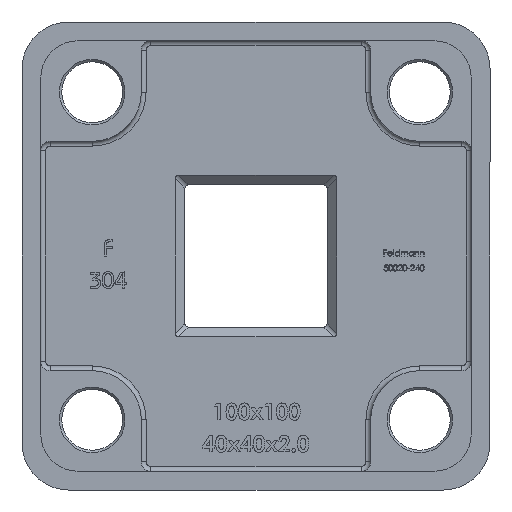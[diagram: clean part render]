
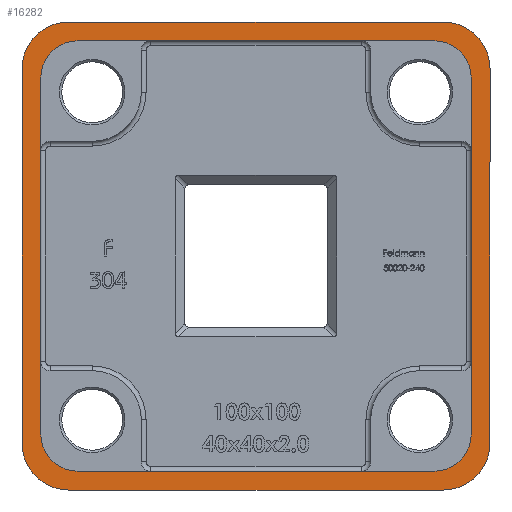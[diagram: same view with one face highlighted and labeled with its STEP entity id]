
A CAD part, front view. The second image highlights one B-rep face of the part: STEP entity #16282.
In plain terms, the highlighted planar face has unit normal (0, -1, 0).
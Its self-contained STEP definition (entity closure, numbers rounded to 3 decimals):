
#572 = VECTOR ( 'NONE', #45515, 1000. ) ;
#738 = VECTOR ( 'NONE', #42986, 1000. ) ;
#1186 = CARTESIAN_POINT ( 'NONE',  ( 40., 0., -50. ) ) ;
#1203 = VERTEX_POINT ( 'NONE', #34905 ) ;
#2047 = DIRECTION ( 'NONE',  ( 0., 0., 1. ) ) ;
#2159 = CARTESIAN_POINT ( 'NONE',  ( 46., 0., 38. ) ) ;
#3212 = DIRECTION ( 'NONE',  ( 0., 0., 1. ) ) ;
#3593 = CARTESIAN_POINT ( 'NONE',  ( -38., 0., 46. ) ) ;
#3740 = DIRECTION ( 'NONE',  ( 0., 0., -1. ) ) ;
#3913 = VECTOR ( 'NONE', #8802, 1000. ) ;
#4449 = AXIS2_PLACEMENT_3D ( 'NONE', #57504, #35832, #18339 ) ;
#4505 = VERTEX_POINT ( 'NONE', #29858 ) ;
#4791 = EDGE_CURVE ( 'NONE', #30912, #55544, #45504, .T. ) ;
#4904 = ORIENTED_EDGE ( 'NONE', *, *, #54650, .F. ) ;
#4935 = CARTESIAN_POINT ( 'NONE',  ( 40., 0., -40. ) ) ;
#5654 = AXIS2_PLACEMENT_3D ( 'NONE', #4935, #27261, #31912 ) ;
#5792 = CARTESIAN_POINT ( 'NONE',  ( 50., 0., -50. ) ) ;
#6575 = EDGE_CURVE ( 'NONE', #56408, #49671, #49519, .T. ) ;
#6997 = ORIENTED_EDGE ( 'NONE', *, *, #11320, .F. ) ;
#7133 = DIRECTION ( 'NONE',  ( 0., -1., 0. ) ) ;
#7397 = DIRECTION ( 'NONE',  ( -1., 0., 0. ) ) ;
#8228 = DIRECTION ( 'NONE',  ( 0., -1., 0. ) ) ;
#8802 = DIRECTION ( 'NONE',  ( 1., 0., 0. ) ) ;
#8927 = PLANE ( 'NONE',  #35003 ) ;
#9058 = LINE ( 'NONE', #16055, #738 ) ;
#9426 = CARTESIAN_POINT ( 'NONE',  ( -40., 0., 50. ) ) ;
#9991 = CARTESIAN_POINT ( 'NONE',  ( 50., 0., 40. ) ) ;
#10258 = CARTESIAN_POINT ( 'NONE',  ( -50., 0., -50. ) ) ;
#10290 = CARTESIAN_POINT ( 'NONE',  ( -50., 0., 50. ) ) ;
#10331 = LINE ( 'NONE', #13755, #572 ) ;
#10603 = AXIS2_PLACEMENT_3D ( 'NONE', #19719, #15818, #2047 ) ;
#10879 = LINE ( 'NONE', #26248, #3913 ) ;
#11320 = EDGE_CURVE ( 'NONE', #46475, #55544, #33405, .T. ) ;
#11992 = EDGE_CURVE ( 'NONE', #14998, #24727, #18064, .T. ) ;
#12445 = ORIENTED_EDGE ( 'NONE', *, *, #4791, .T. ) ;
#13398 = ORIENTED_EDGE ( 'NONE', *, *, #21895, .F. ) ;
#13755 = CARTESIAN_POINT ( 'NONE',  ( 0., 0., 46. ) ) ;
#14741 = AXIS2_PLACEMENT_3D ( 'NONE', #23449, #32197, #36272 ) ;
#14998 = VERTEX_POINT ( 'NONE', #55400 ) ;
#15818 = DIRECTION ( 'NONE',  ( 0., -1., 0. ) ) ;
#16055 = CARTESIAN_POINT ( 'NONE',  ( -46., 0., 0. ) ) ;
#16282 = ADVANCED_FACE ( 'NONE', ( #21206, #55863 ), #8927, .F. ) ;
#16444 = ORIENTED_EDGE ( 'NONE', *, *, #32169, .T. ) ;
#16604 = DIRECTION ( 'NONE',  ( 0., 0., -1. ) ) ;
#17794 = VECTOR ( 'NONE', #36450, 1000. ) ;
#18001 = CARTESIAN_POINT ( 'NONE',  ( 0., 0., 0. ) ) ;
#18064 = CIRCLE ( 'NONE', #25556, 8. ) ;
#18136 = CARTESIAN_POINT ( 'NONE',  ( 46., 0., 0. ) ) ;
#18339 = DIRECTION ( 'NONE',  ( 0., 0., 1. ) ) ;
#19210 = LINE ( 'NONE', #10258, #17794 ) ;
#19719 = CARTESIAN_POINT ( 'NONE',  ( 40., 0., 40. ) ) ;
#19965 = VERTEX_POINT ( 'NONE', #39148 ) ;
#21206 = FACE_OUTER_BOUND ( 'NONE', #24404, .T. ) ;
#21895 = EDGE_CURVE ( 'NONE', #4505, #22185, #9058, .T. ) ;
#21925 = DIRECTION ( 'NONE',  ( 0., 1., 0. ) ) ;
#22185 = VERTEX_POINT ( 'NONE', #54965 ) ;
#22411 = CIRCLE ( 'NONE', #14741, 8. ) ;
#22546 = ORIENTED_EDGE ( 'NONE', *, *, #24762, .F. ) ;
#23134 = EDGE_CURVE ( 'NONE', #29215, #1203, #10331, .T. ) ;
#23227 = ORIENTED_EDGE ( 'NONE', *, *, #29443, .T. ) ;
#23449 = CARTESIAN_POINT ( 'NONE',  ( -38., 0., -38. ) ) ;
#23560 = CARTESIAN_POINT ( 'NONE',  ( -50., 0., -40. ) ) ;
#23826 = EDGE_LOOP ( 'NONE', ( #25074, #33123, #32371, #41974, #13398, #4904, #35891, #22546 ) ) ;
#24404 = EDGE_LOOP ( 'NONE', ( #30848, #16444, #36443, #52082, #33072, #12445, #6997, #23227 ) ) ;
#24727 = VERTEX_POINT ( 'NONE', #47549 ) ;
#24762 = EDGE_CURVE ( 'NONE', #47923, #1203, #34516, .T. ) ;
#24805 = VERTEX_POINT ( 'NONE', #52209 ) ;
#24866 = EDGE_CURVE ( 'NONE', #55557, #14998, #10879, .T. ) ;
#25074 = ORIENTED_EDGE ( 'NONE', *, *, #49945, .T. ) ;
#25556 = AXIS2_PLACEMENT_3D ( 'NONE', #38145, #7133, #16604 ) ;
#26248 = CARTESIAN_POINT ( 'NONE',  ( 0., 0., -46. ) ) ;
#27261 = DIRECTION ( 'NONE',  ( 0., -1., 0. ) ) ;
#29215 = VERTEX_POINT ( 'NONE', #3593 ) ;
#29221 = AXIS2_PLACEMENT_3D ( 'NONE', #48777, #31173, #35641 ) ;
#29443 = EDGE_CURVE ( 'NONE', #46475, #24805, #43153, .T. ) ;
#29858 = CARTESIAN_POINT ( 'NONE',  ( -46., 0., 38. ) ) ;
#30315 = CARTESIAN_POINT ( 'NONE',  ( 38., 0., 38. ) ) ;
#30653 = CARTESIAN_POINT ( 'NONE',  ( -40., 0., -50. ) ) ;
#30795 = VECTOR ( 'NONE', #53808, 1000. ) ;
#30848 = ORIENTED_EDGE ( 'NONE', *, *, #39918, .F. ) ;
#30912 = VERTEX_POINT ( 'NONE', #23560 ) ;
#31173 = DIRECTION ( 'NONE',  ( 0., -1., 0. ) ) ;
#31912 = DIRECTION ( 'NONE',  ( 0., 0., 1. ) ) ;
#32169 = EDGE_CURVE ( 'NONE', #56600, #49671, #36029, .T. ) ;
#32197 = DIRECTION ( 'NONE',  ( 0., -1., 0. ) ) ;
#32371 = ORIENTED_EDGE ( 'NONE', *, *, #24866, .F. ) ;
#33072 = ORIENTED_EDGE ( 'NONE', *, *, #39927, .F. ) ;
#33123 = ORIENTED_EDGE ( 'NONE', *, *, #11992, .F. ) ;
#33405 = LINE ( 'NONE', #37646, #54179 ) ;
#33512 = EDGE_CURVE ( 'NONE', #56408, #19965, #44892, .T. ) ;
#33871 = AXIS2_PLACEMENT_3D ( 'NONE', #47412, #51872, #3212 ) ;
#34516 = CIRCLE ( 'NONE', #57099, 8. ) ;
#34905 = CARTESIAN_POINT ( 'NONE',  ( 38., 0., 46. ) ) ;
#34990 = VECTOR ( 'NONE', #55262, 1000. ) ;
#35003 = AXIS2_PLACEMENT_3D ( 'NONE', #18001, #21925, #44554 ) ;
#35641 = DIRECTION ( 'NONE',  ( 0., 0., 1. ) ) ;
#35832 = DIRECTION ( 'NONE',  ( 0., -1., 0. ) ) ;
#35849 = CIRCLE ( 'NONE', #4449, 8. ) ;
#35891 = ORIENTED_EDGE ( 'NONE', *, *, #23134, .T. ) ;
#36029 = CIRCLE ( 'NONE', #10603, 10. ) ;
#36272 = DIRECTION ( 'NONE',  ( 0., 0., -1. ) ) ;
#36443 = ORIENTED_EDGE ( 'NONE', *, *, #6575, .F. ) ;
#36450 = DIRECTION ( 'NONE',  ( 0., 0., 1. ) ) ;
#37646 = CARTESIAN_POINT ( 'NONE',  ( -50., 0., -50. ) ) ;
#38145 = CARTESIAN_POINT ( 'NONE',  ( 38., 0., -38. ) ) ;
#38715 = CARTESIAN_POINT ( 'NONE',  ( 40., 0., 50. ) ) ;
#39148 = CARTESIAN_POINT ( 'NONE',  ( -50., 0., 40. ) ) ;
#39918 = EDGE_CURVE ( 'NONE', #56600, #24805, #55257, .T. ) ;
#39927 = EDGE_CURVE ( 'NONE', #30912, #19965, #19210, .T. ) ;
#41181 = LINE ( 'NONE', #18136, #30795 ) ;
#41974 = ORIENTED_EDGE ( 'NONE', *, *, #50859, .F. ) ;
#42986 = DIRECTION ( 'NONE',  ( 0., 0., -1. ) ) ;
#43153 = CIRCLE ( 'NONE', #5654, 10. ) ;
#44344 = DIRECTION ( 'NONE',  ( 0., 0., -1. ) ) ;
#44554 = DIRECTION ( 'NONE',  ( 0., 0., 1. ) ) ;
#44892 = CIRCLE ( 'NONE', #29221, 10. ) ;
#45504 = CIRCLE ( 'NONE', #33871, 10. ) ;
#45515 = DIRECTION ( 'NONE',  ( 1., 0., 0. ) ) ;
#46475 = VERTEX_POINT ( 'NONE', #1186 ) ;
#47412 = CARTESIAN_POINT ( 'NONE',  ( -40., 0., -40. ) ) ;
#47549 = CARTESIAN_POINT ( 'NONE',  ( 46., 0., -38. ) ) ;
#47887 = CARTESIAN_POINT ( 'NONE',  ( -38., 0., -46. ) ) ;
#47923 = VERTEX_POINT ( 'NONE', #2159 ) ;
#48777 = CARTESIAN_POINT ( 'NONE',  ( -40., 0., 40. ) ) ;
#49519 = LINE ( 'NONE', #10290, #34990 ) ;
#49671 = VERTEX_POINT ( 'NONE', #38715 ) ;
#49945 = EDGE_CURVE ( 'NONE', #47923, #24727, #41181, .T. ) ;
#50859 = EDGE_CURVE ( 'NONE', #22185, #55557, #22411, .T. ) ;
#51872 = DIRECTION ( 'NONE',  ( 0., -1., 0. ) ) ;
#52082 = ORIENTED_EDGE ( 'NONE', *, *, #33512, .T. ) ;
#52209 = CARTESIAN_POINT ( 'NONE',  ( 50., 0., -40. ) ) ;
#53171 = VECTOR ( 'NONE', #44344, 1000. ) ;
#53808 = DIRECTION ( 'NONE',  ( 0., 0., -1. ) ) ;
#54179 = VECTOR ( 'NONE', #7397, 1000. ) ;
#54650 = EDGE_CURVE ( 'NONE', #29215, #4505, #35849, .T. ) ;
#54965 = CARTESIAN_POINT ( 'NONE',  ( -46., 0., -38. ) ) ;
#55257 = LINE ( 'NONE', #5792, #53171 ) ;
#55262 = DIRECTION ( 'NONE',  ( 1., 0., 0. ) ) ;
#55400 = CARTESIAN_POINT ( 'NONE',  ( 38., 0., -46. ) ) ;
#55544 = VERTEX_POINT ( 'NONE', #30653 ) ;
#55557 = VERTEX_POINT ( 'NONE', #47887 ) ;
#55863 = FACE_BOUND ( 'NONE', #23826, .T. ) ;
#56408 = VERTEX_POINT ( 'NONE', #9426 ) ;
#56600 = VERTEX_POINT ( 'NONE', #9991 ) ;
#57099 = AXIS2_PLACEMENT_3D ( 'NONE', #30315, #8228, #3740 ) ;
#57504 = CARTESIAN_POINT ( 'NONE',  ( -38., 0., 38. ) ) ;
